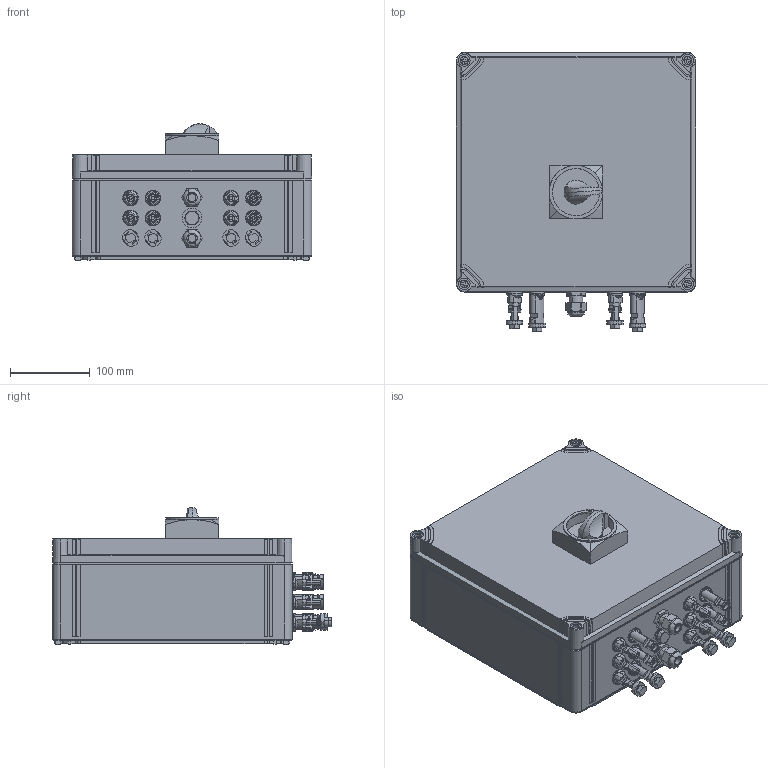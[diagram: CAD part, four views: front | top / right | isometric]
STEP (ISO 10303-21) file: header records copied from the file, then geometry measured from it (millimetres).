
FILE_DESCRIPTION(('CATIA V5 STEP Exchange','CAx-IF Rec.Pracs.--- Model Styling and Organization---1.5--- 2016-08-15','CAx-IF Rec.Pracs.---Supplemental Geometry---1.0---2011-11-01','CAx-IF Rec.Pracs.--- Composite Materials ---1.1---2010-07-15'),'2;1');
FILE_NAME ('D1409054_1', '2025-04-09T08:06:53+00:00', ('none'), ('Weidmueller'), 'CATIA Version 5-6 Release 2022 SP4 HF5', 'CATIA V5 STEP AP214 v3', 'none');
FILE_SCHEMA(('AUTOMOTIVE_DESIGN { 1 0 10303 214 1 1 1 1 }'));
Products named in the file (1): S3D_PVN_DC_3IF_3O_1MPP_SW_SPD1R_WM4
Bounding box: 300 x 349.45 x 171.1 mm (x, y, z)
Volume: 11673510.4 mm3; surface area: 408927.6 mm2
Topology: 1 solids, 1 shells, 1805 faces, 5493 edges, 3794 vertices
Faces by surface type: plane 1006, cylinder 565, cone 160, sphere 20, bspline 20, extrusion 16, revolution 14, torus 4
Entity records: 64701 total; most frequent: CARTESIAN_POINT 18168, ORIENTED_EDGE 10978, DIRECTION 6579, EDGE_CURVE 5489, VERTEX_POINT 3794, VECTOR 2731, LINE 2715, AXIS2_PLACEMENT_3D 2646
